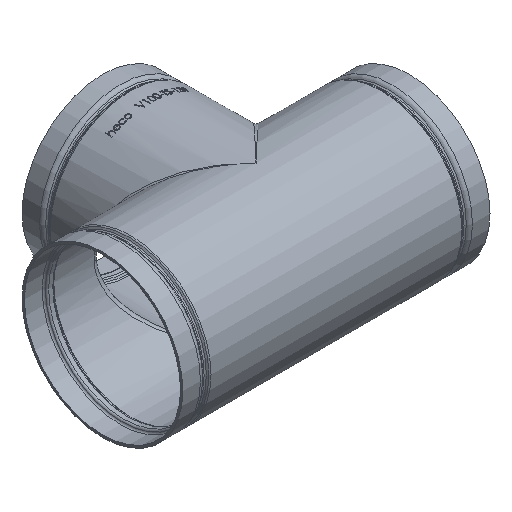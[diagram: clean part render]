
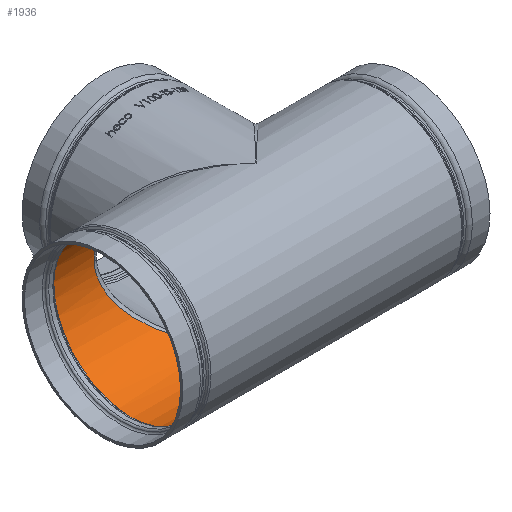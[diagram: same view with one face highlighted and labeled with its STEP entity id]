
A CAD part, isometric view. The second image highlights one B-rep face of the part: STEP entity #1936.
In plain terms, the highlighted cylindrical face has radius 67.818 mm (diameter 135.636 mm), a full revolution.
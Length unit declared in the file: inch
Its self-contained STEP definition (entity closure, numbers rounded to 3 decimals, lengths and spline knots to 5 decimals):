
#568 = FACE_OUTER_BOUND ( 'NONE', #13307, .T. ) ;
#1172 = CIRCLE ( 'NONE', #26851, 2.67 ) ;
#1290 = CARTESIAN_POINT ( 'NONE',  ( 0., 0., 2.67 ) ) ;
#1893 = DIRECTION ( 'NONE',  ( 0., 1., 0. ) ) ;
#1920 = EDGE_LOOP ( 'NONE', ( #10287, #18227 ) ) ;
#1936 = ADVANCED_FACE ( 'NONE', ( #568, #24675, #6319 ), #26795, .F. ) ;
#2731 = CARTESIAN_POINT ( 'NONE',  ( 0., 0., -2.67 ) ) ;
#2918 = CARTESIAN_POINT ( 'NONE',  ( 5.74, 5.34, 2.67 ) ) ;
#3196 = EDGE_LOOP ( 'NONE', ( #21087 ) ) ;
#3285 = CARTESIAN_POINT ( 'NONE',  ( -5.74, 5.34, -2.67 ) ) ;
#5051 = CARTESIAN_POINT ( 'NONE',  ( -2.13847, 0., 0. ) ) ;
#5392 = CARTESIAN_POINT ( 'NONE',  ( 0., 0., -2.67 ) ) ;
#6004 = VERTEX_POINT ( 'NONE', #9905 ) ;
#6319 = FACE_OUTER_BOUND ( 'NONE', #3196, .T. ) ;
#7663 = CARTESIAN_POINT ( 'NONE',  ( -5.74, 5.34, 2.67 ) ) ;
#7892 = CARTESIAN_POINT ( 'NONE',  ( 0., 0., 2.67 ) ) ;
#8044 = CARTESIAN_POINT ( 'NONE',  ( 0., 0., -2.67 ) ) ;
#9738 = EDGE_CURVE ( 'NONE', #18711, #17653, #21521, .T. ) ;
#9905 = CARTESIAN_POINT ( 'NONE',  ( 4.2457, -2.67, 0. ) ) ;
#10287 = ORIENTED_EDGE ( 'NONE', *, *, #9738, .T. ) ;
#11984 = EDGE_CURVE ( 'NONE', #6004, #6004, #1172, .T. ) ;
#12874 = CIRCLE ( 'NONE', #21700, 2.67 ) ;
#13192 = CARTESIAN_POINT ( 'NONE',  ( 4.2457, 0., 0. ) ) ;
#13307 = EDGE_LOOP ( 'NONE', ( #19166 ) ) ;
#14907 = DIRECTION ( 'NONE',  ( 1., 0., 0. ) ) ;
#17653 = VERTEX_POINT ( 'NONE', #5392 ) ;
#18004 = CARTESIAN_POINT ( 'NONE',  ( 0., 0., 2.67 ) ) ;
#18227 = ORIENTED_EDGE ( 'NONE', *, *, #25678, .T. ) ;
#18711 = VERTEX_POINT ( 'NONE', #7892 ) ;
#19166 = ORIENTED_EDGE ( 'NONE', *, *, #21575, .F. ) ;
#19276 = DIRECTION ( 'NONE',  ( -1., 0., 0. ) ) ;
#20160 = DIRECTION ( 'NONE',  ( 1., 0., 0. ) ) ;
#21087 = ORIENTED_EDGE ( 'NONE', *, *, #11984, .F. ) ;
#21486 = AXIS2_PLACEMENT_3D ( 'NONE', #5051, #20160, #24477 ) ;
#21516 =( BOUNDED_CURVE ( )  B_SPLINE_CURVE ( 3, ( #8044, #3285, #7663, #1290 ),
 .UNSPECIFIED., .F., .F. ) 
 B_SPLINE_CURVE_WITH_KNOTS ( ( 4, 4 ),
 ( 1.5708, 4.71239 ),
 .UNSPECIFIED. ) 
 CURVE ( )  GEOMETRIC_REPRESENTATION_ITEM ( )  RATIONAL_B_SPLINE_CURVE ( ( 1., 0.333, 0.333, 1. ) ) 
 REPRESENTATION_ITEM ( '' )  );
#21521 =( BOUNDED_CURVE ( )  B_SPLINE_CURVE ( 3, ( #18004, #2918, #26920, #2731 ),
 .UNSPECIFIED., .F., .F. ) 
 B_SPLINE_CURVE_WITH_KNOTS ( ( 4, 4 ),
 ( 1.5708, 4.71239 ),
 .UNSPECIFIED. ) 
 CURVE ( )  GEOMETRIC_REPRESENTATION_ITEM ( )  RATIONAL_B_SPLINE_CURVE ( ( 1., 0.333, 0.333, 1. ) ) 
 REPRESENTATION_ITEM ( '' )  );
#21545 = CARTESIAN_POINT ( 'NONE',  ( -4.2457, 0., 0. ) ) ;
#21575 = EDGE_CURVE ( 'NONE', #24367, #24367, #12874, .T. ) ;
#21700 = AXIS2_PLACEMENT_3D ( 'NONE', #21545, #14907, #1893 ) ;
#24367 = VERTEX_POINT ( 'NONE', #27446 ) ;
#24477 = DIRECTION ( 'NONE',  ( 0., -1., 0. ) ) ;
#24675 = FACE_BOUND ( 'NONE', #1920, .T. ) ;
#25678 = EDGE_CURVE ( 'NONE', #17653, #18711, #21516, .T. ) ;
#25902 = DIRECTION ( 'NONE',  ( 0., -1., 0. ) ) ;
#26795 = CYLINDRICAL_SURFACE ( 'NONE', #21486, 2.67 ) ;
#26851 = AXIS2_PLACEMENT_3D ( 'NONE', #13192, #19276, #25902 ) ;
#26920 = CARTESIAN_POINT ( 'NONE',  ( 5.74, 5.34, -2.67 ) ) ;
#27446 = CARTESIAN_POINT ( 'NONE',  ( -4.2457, 2.67, 0. ) ) ;
